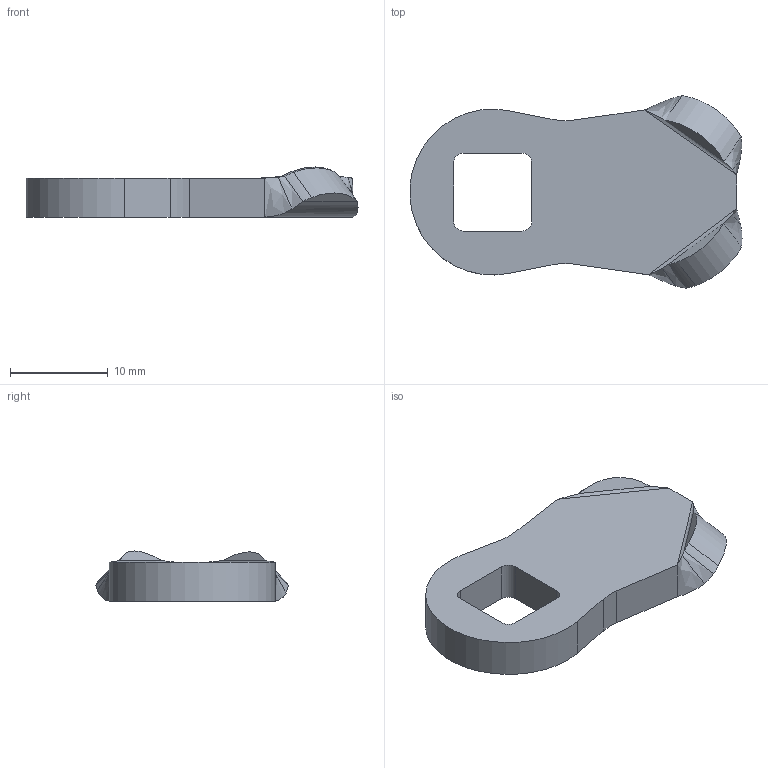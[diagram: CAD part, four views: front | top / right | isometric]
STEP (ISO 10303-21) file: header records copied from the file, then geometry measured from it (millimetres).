
FILE_DESCRIPTION (( 'STEP AP203' ), '1' );
FILE_NAME ('1005 DIL.STEP', '2022-07-06T12:48:21', ( '' ), ( '' ), 'SwSTEP 2.0', 'SolidWorks 2021', '' );
FILE_SCHEMA (( 'CONFIG_CONTROL_DESIGN' ));
Length unit declared in the file: millimetre
Products named in the file (1): 1005 DIL
Bounding box: 34.03 x 19.74 x 5.14 mm (x, y, z)
Volume: 1783.1 mm3; surface area: 1372.8 mm2
Topology: 1 solids, 1 shells, 37 faces, 89 edges, 54 vertices
Faces by surface type: plane 15, cylinder 14, bspline 8
Entity records: 1249 total; most frequent: CARTESIAN_POINT 350, ORIENTED_EDGE 178, DIRECTION 153, EDGE_CURVE 89, VERTEX_POINT 54, VECTOR 53, LINE 53, AXIS2_PLACEMENT_3D 50
